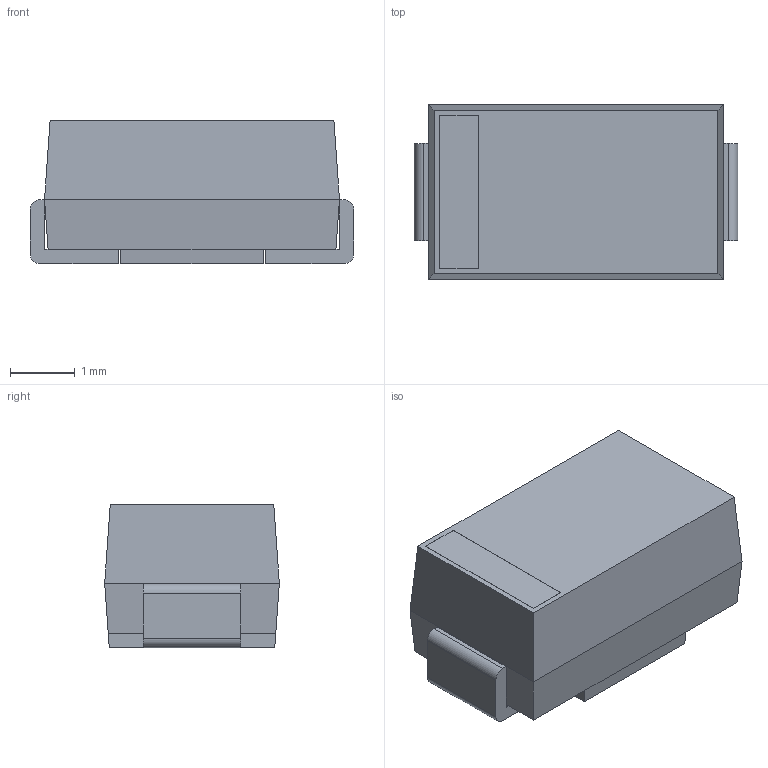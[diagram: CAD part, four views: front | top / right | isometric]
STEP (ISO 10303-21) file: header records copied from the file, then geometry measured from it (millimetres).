
FILE_DESCRIPTION(/* description */ ('STEP AP242','CAx-IF Rec.Pracs.---Representation and Presentation of Product Manufacturing Information (PMI)---4.0---2014-10-13','CAx-IF Rec.Pracs.---3D Tessellated Geometry---0.4---2014-09-14','2;1'),/* implementation_level */ '2;1');
FILE_NAME(/* name */ 'Assembly 3 - D_SMA_1',/* time_stamp */ '2024-08-31T21:15:48Z',/* author */ (''),/* organization */ (''),/* preprocessor_version */ 'ST-DEVELOPER v20',/* originating_system */ ' ',/* authorisation */ ' ');
FILE_SCHEMA (('AP242_MANAGED_MODEL_BASED_3D_ENGINEERING_MIM_LF { 1 0 10303 442 1 1 4 }'));
Length unit declared in the file: millimetre
Products named in the file (1): D_SMA_1
Bounding box: 5 x 2.7 x 2.22 mm (x, y, z)
Volume: 26.2 mm3; surface area: 62.2 mm2
Topology: 1 solids, 1 shells, 41 faces, 106 edges, 68 vertices
Faces by surface type: plane 37, cylinder 4
Entity records: 1395 total; most frequent: CARTESIAN_POINT 216, ORIENTED_EDGE 212, DIRECTION 198, EDGE_CURVE 106, LINE 98, VECTOR 98, VERTEX_POINT 68, AXIS2_PLACEMENT_3D 50
